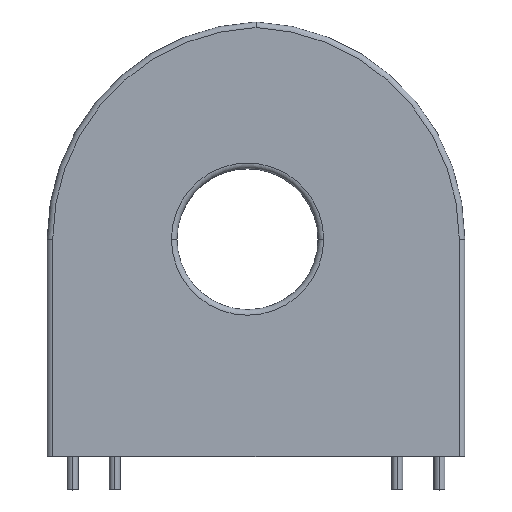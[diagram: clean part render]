
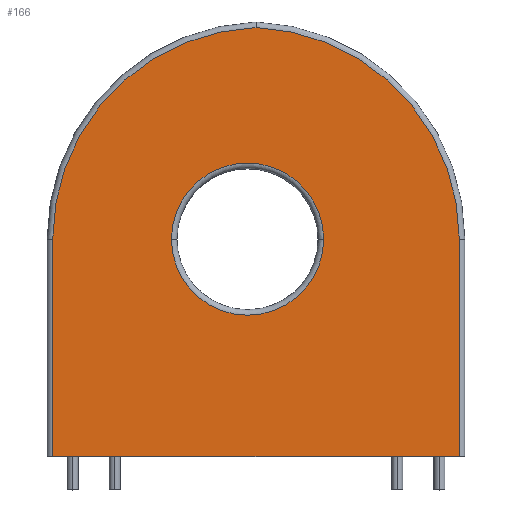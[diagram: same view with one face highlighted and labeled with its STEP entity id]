
A CAD part, top view. The second image highlights one B-rep face of the part: STEP entity #166.
In plain terms, the highlighted planar face has unit normal (0, 0, 1).
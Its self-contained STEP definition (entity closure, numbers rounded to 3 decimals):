
#60 = VERTEX_POINT ( 'NONE', #457 ) ;
#62 = EDGE_CURVE ( 'NONE', #63, #60, #456, .T. ) ;
#63 = VERTEX_POINT ( 'NONE', #451 ) ;
#153 = VERTEX_POINT ( 'NONE', #735 ) ;
#154 = ORIENTED_EDGE ( 'NONE', *, *, #155, .T. ) ;
#155 = EDGE_CURVE ( 'NONE', #153, #174, #729, .T. ) ;
#166 = ADVANCED_FACE ( 'NONE', ( #794, #793 ), #777, .F. ) ;
#167 = EDGE_LOOP ( 'NONE', ( #168, #169 ) ) ;
#168 = ORIENTED_EDGE ( 'NONE', *, *, #62, .T. ) ;
#169 = ORIENTED_EDGE ( 'NONE', *, *, #170, .T. ) ;
#170 = EDGE_CURVE ( 'NONE', #60, #63, #776, .T. ) ;
#171 = EDGE_LOOP ( 'NONE', ( #172, #176, #228, #229, #154 ) ) ;
#172 = ORIENTED_EDGE ( 'NONE', *, *, #173, .T. ) ;
#173 = EDGE_CURVE ( 'NONE', #174, #175, #825, .T. ) ;
#174 = VERTEX_POINT ( 'NONE', #820 ) ;
#175 = VERTEX_POINT ( 'NONE', #819 ) ;
#176 = ORIENTED_EDGE ( 'NONE', *, *, #227, .T. ) ;
#227 = EDGE_CURVE ( 'NONE', #175, #1421, #1015, .T. ) ;
#228 = ORIENTED_EDGE ( 'NONE', *, *, #1418, .T. ) ;
#229 = ORIENTED_EDGE ( 'NONE', *, *, #230, .T. ) ;
#230 = EDGE_CURVE ( 'NONE', #1417, #153, #1011, .T. ) ;
#451 = CARTESIAN_POINT ( 'NONE',  ( -7.612, 19.558, 6.985 ) ) ;
#452 = DIRECTION ( 'NONE',  ( -1., 0., 0. ) ) ;
#453 = DIRECTION ( 'NONE',  ( 0., 0., -1. ) ) ;
#454 = CARTESIAN_POINT ( 'NONE',  ( -0.762, 19.558, 6.985 ) ) ;
#455 = AXIS2_PLACEMENT_3D ( 'NONE', #454, #453, #452 ) ;
#456 = CIRCLE ( 'NONE', #455, 6.85 ) ;
#457 = CARTESIAN_POINT ( 'NONE',  ( 6.088, 19.558, 6.985 ) ) ;
#725 = DIRECTION ( 'NONE',  ( -1., 0., 0. ) ) ;
#726 = DIRECTION ( 'NONE',  ( 0., 0., 1. ) ) ;
#727 = CARTESIAN_POINT ( 'NONE',  ( -0.762, 19.558, 6.985 ) ) ;
#728 = AXIS2_PLACEMENT_3D ( 'NONE', #727, #726, #725 ) ;
#729 = CIRCLE ( 'NONE', #728, 19.058 ) ;
#735 = CARTESIAN_POINT ( 'NONE',  ( 18.296, 19.558, 6.985 ) ) ;
#768 = DIRECTION ( 'NONE',  ( -1., 0., 0. ) ) ;
#769 = DIRECTION ( 'NONE',  ( 0., 0., -1. ) ) ;
#770 = CARTESIAN_POINT ( 'NONE',  ( -0.762, 19.558, 6.985 ) ) ;
#771 = AXIS2_PLACEMENT_3D ( 'NONE', #770, #769, #768 ) ;
#772 = DIRECTION ( 'NONE',  ( -1., 0., 0. ) ) ;
#773 = DIRECTION ( 'NONE',  ( 0., 0., -1. ) ) ;
#774 = CARTESIAN_POINT ( 'NONE',  ( -18.796, 39.116, 6.985 ) ) ;
#775 = AXIS2_PLACEMENT_3D ( 'NONE', #774, #773, #772 ) ;
#776 = CIRCLE ( 'NONE', #771, 6.85 ) ;
#777 = PLANE ( 'NONE',  #775 ) ;
#793 = FACE_OUTER_BOUND ( 'NONE', #171, .T. ) ;
#794 = FACE_BOUND ( 'NONE', #167, .T. ) ;
#819 = CARTESIAN_POINT ( 'NONE',  ( -18.296, 19.558, 6.985 ) ) ;
#820 = CARTESIAN_POINT ( 'NONE',  ( 0., 38.601, 6.985 ) ) ;
#821 = DIRECTION ( 'NONE',  ( -1., 0., 0. ) ) ;
#822 = DIRECTION ( 'NONE',  ( 0., 0., 1. ) ) ;
#823 = CARTESIAN_POINT ( 'NONE',  ( 0.762, 19.558, 6.985 ) ) ;
#824 = AXIS2_PLACEMENT_3D ( 'NONE', #823, #822, #821 ) ;
#825 = CIRCLE ( 'NONE', #824, 19.058 ) ;
#1008 = DIRECTION ( 'NONE',  ( 0., 1., 0. ) ) ;
#1009 = VECTOR ( 'NONE', #1008, 1000. ) ;
#1010 = CARTESIAN_POINT ( 'NONE',  ( 18.296, 39.116, 6.985 ) ) ;
#1011 = LINE ( 'NONE', #1010, #1009 ) ;
#1012 = DIRECTION ( 'NONE',  ( 0., -1., 0. ) ) ;
#1013 = VECTOR ( 'NONE', #1012, 1000. ) ;
#1014 = CARTESIAN_POINT ( 'NONE',  ( -18.296, 39.116, 6.985 ) ) ;
#1015 = LINE ( 'NONE', #1014, #1013 ) ;
#1323 = CARTESIAN_POINT ( 'NONE',  ( -18.296, 0., 6.985 ) ) ;
#1325 = DIRECTION ( 'NONE',  ( 1., 0., 0. ) ) ;
#1326 = VECTOR ( 'NONE', #1325, 1000. ) ;
#1327 = CARTESIAN_POINT ( 'NONE',  ( -18.796, 0., 6.985 ) ) ;
#1328 = LINE ( 'NONE', #1327, #1326 ) ;
#1329 = CARTESIAN_POINT ( 'NONE',  ( 18.296, 0., 6.985 ) ) ;
#1417 = VERTEX_POINT ( 'NONE', #1329 ) ;
#1418 = EDGE_CURVE ( 'NONE', #1421, #1417, #1328, .T. ) ;
#1421 = VERTEX_POINT ( 'NONE', #1323 ) ;
